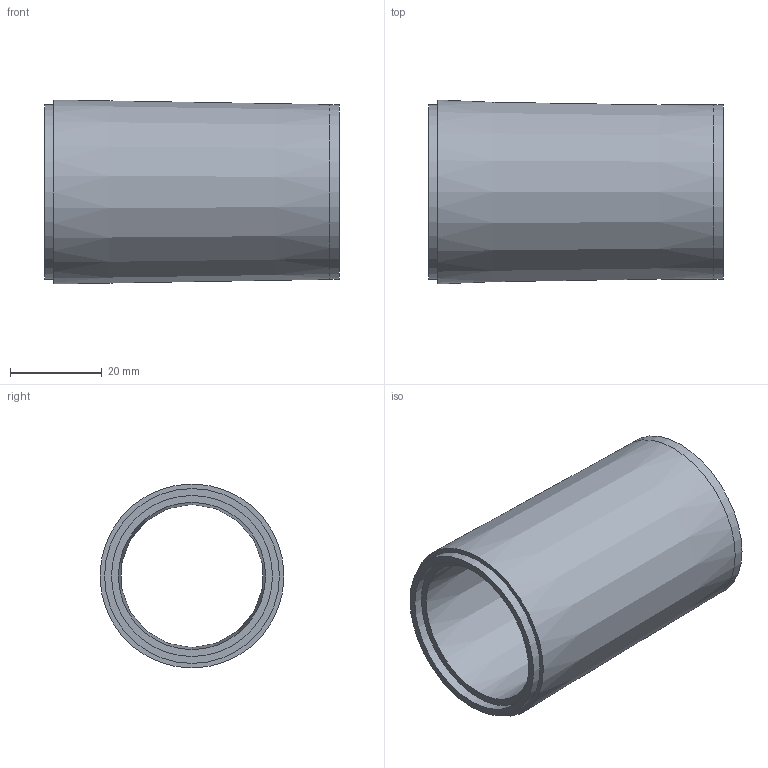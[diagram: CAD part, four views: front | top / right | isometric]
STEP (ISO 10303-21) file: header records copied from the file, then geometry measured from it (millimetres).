
FILE_DESCRIPTION(('FreeCAD Model'),'2;1');
FILE_NAME('Open CASCADE Shape Model','2024-05-10T09:02:35',('Author'),( ''),'Open CASCADE STEP processor 7.6','FreeCAD','Unknown');
FILE_SCHEMA(('AUTOMOTIVE_DESIGN { 1 0 10303 214 1 1 1 1 }'));
Length unit declared in the file: millimetre
Products named in the file (2): Combustion-Chamber-Inner-Part; Body058
Assembly tree (1 placements, depth 2):
  Combustion-Chamber-Inner-Part
    Body058
Bounding box: 64.1 x 40 x 40 mm (x, y, z)
Volume: 25795.1 mm3; surface area: 15052.7 mm2
Topology: 1 solids, 1 shells, 11 faces, 17 edges, 11 vertices
Faces by surface type: plane 5, cylinder 4, cone 2
Full cylindrical faces by diameter (mm): 34 x1, 35 x1, 38 x2
Entity records: 298 total; most frequent: DIRECTION 54, CARTESIAN_POINT 41, ORIENTED_EDGE 34, AXIS2_PLACEMENT_3D 24, EDGE_CURVE 17, FACE_BOUND 16, EDGE_LOOP 16, ADVANCED_FACE 11
